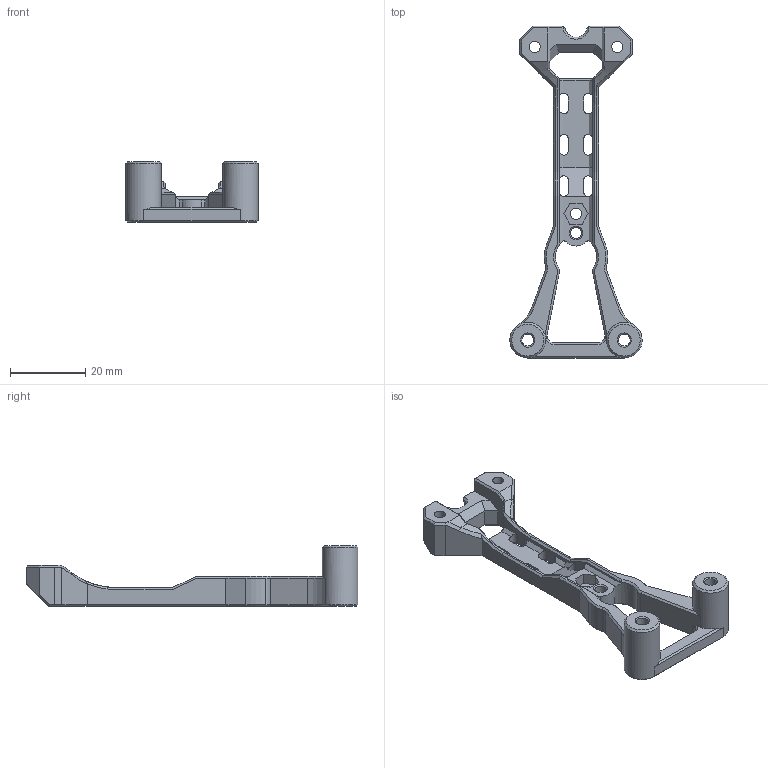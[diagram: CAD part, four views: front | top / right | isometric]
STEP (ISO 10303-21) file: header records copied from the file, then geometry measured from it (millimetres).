
FILE_DESCRIPTION(/* description */ (''),/* implementation_level */ '2;1');
FILE_NAME(/* name */ 'cable_holder_stand.step',/* time_stamp */ '2020-10-01T07:24:42+07:00',/* author */ (''),/* organization */ (''),/* preprocessor_version */ 'ST-DEVELOPER v18.1',/* originating_system */ 'Autodesk Translation Framework v9.3.0.1241',/* authorisation */ '');
FILE_SCHEMA (('AUTOMOTIVE_DESIGN { 1 0 10303 214 3 1 1 }'));
Length unit declared in the file: millimetre
Products named in the file (1): Cable Holder 02-01
Bounding box: 35.26 x 88.51 x 16.24 mm (x, y, z)
Volume: 7321.9 mm3; surface area: 6412.7 mm2
Topology: 1 solids, 1 shells, 311 faces, 808 edges, 492 vertices
Faces by surface type: plane 210, cone 53, cylinder 41, bspline 7
Full cylindrical faces by diameter (mm): 2.98 x2, 3 x2, 3.2 x3, 5.8 x2, 6 x2, 9.5 x2
Entity records: 9845 total; most frequent: CARTESIAN_POINT 2119, ORIENTED_EDGE 1616, DIRECTION 1593, EDGE_CURVE 808, LINE 575, VECTOR 575, AXIS2_PLACEMENT_3D 509, VERTEX_POINT 492
